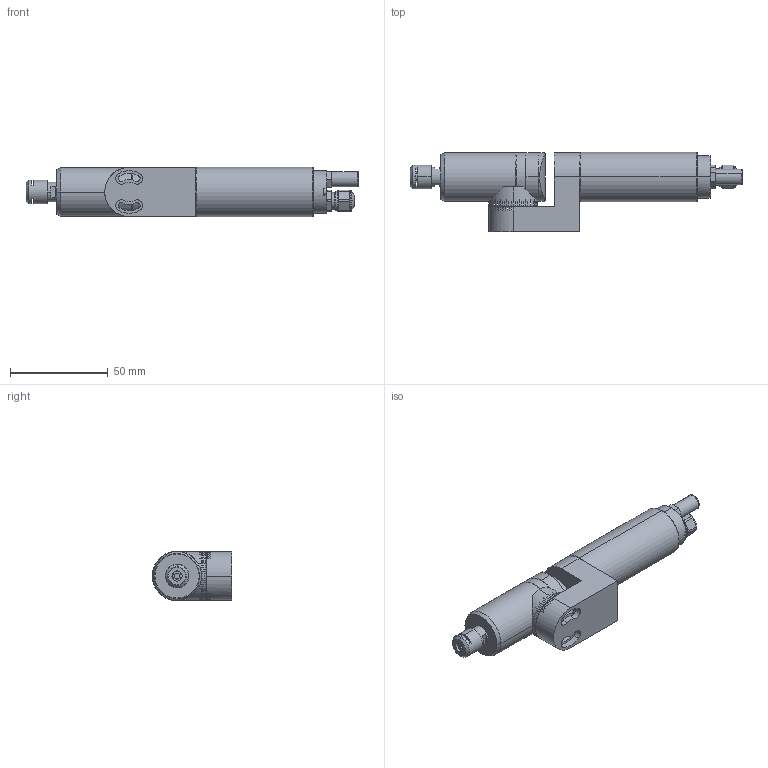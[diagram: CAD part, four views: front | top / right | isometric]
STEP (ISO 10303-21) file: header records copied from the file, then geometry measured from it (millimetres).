
FILE_DESCRIPTION (( 'STEP AP203' ), '1' );
FILE_NAME ('025S060PS-94-.STEP', '2012-04-24T14:03:46', ( 'FM10CAD1' ), ( 'IBAG Switzerland AG' ), 'SwSTEP 2.0', 'SolidWorks 2010', '' );
FILE_SCHEMA (( 'CONFIG_CONTROL_DESIGN' ));
Length unit declared in the file: millimetre
Products named in the file (1): 025S060PS-94-
Bounding box: 169.78 x 40.7 x 25.4 mm (x, y, z)
Surface area: 21803.8 mm2 (no closed solid volume)
Topology: 0 solids, 28 shells, 273 faces, 1319 edges, 1039 vertices
Faces by surface type: plane 118, cylinder 109, cone 30, torus 16
Entity records: 13825 total; most frequent: CARTESIAN_POINT 3028, DIRECTION 2427, ORIENTED_EDGE 1856, EDGE_CURVE 1315, VERTEX_POINT 1039, AXIS2_PLACEMENT_3D 890, VECTOR 647, LINE 647
